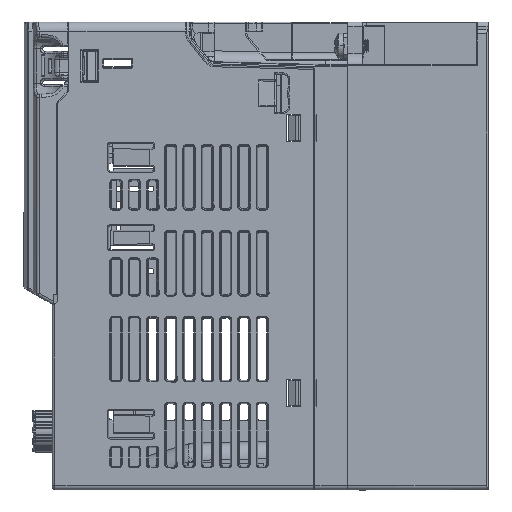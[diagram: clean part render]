
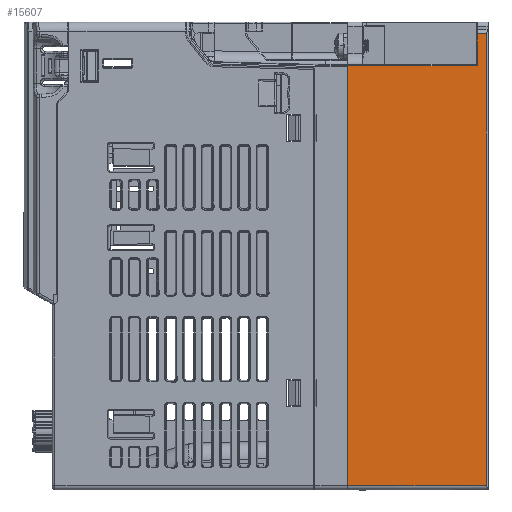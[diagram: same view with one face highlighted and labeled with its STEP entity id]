
A CAD part, left-side view. The second image highlights one B-rep face of the part: STEP entity #15607.
In plain terms, the highlighted planar face has unit normal (-1, 0, 0).
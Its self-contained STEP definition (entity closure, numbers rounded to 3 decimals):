
#3280 = CARTESIAN_POINT ( 'NONE',  ( -34.028, -37.9, -62.836 ) ) ;
#7735 = EDGE_CURVE ( 'NONE', #113323, #18739, #226444, .T. ) ;
#8796 = ORIENTED_EDGE ( 'NONE', *, *, #227586, .T. ) ;
#15607 = ADVANCED_FACE ( 'NONE', ( #161263 ), #236238, .T. ) ;
#17893 = ORIENTED_EDGE ( 'NONE', *, *, #154714, .F. ) ;
#18739 = VERTEX_POINT ( 'NONE', #210648 ) ;
#19593 = LINE ( 'NONE', #52672, #130726 ) ;
#35817 = CARTESIAN_POINT ( 'NONE',  ( -34.028, 0., 52.064 ) ) ;
#40984 = VERTEX_POINT ( 'NONE', #3280 ) ;
#46993 = ORIENTED_EDGE ( 'NONE', *, *, #164808, .T. ) ;
#52672 = CARTESIAN_POINT ( 'NONE',  ( -34.028, 0., -62.836 ) ) ;
#58528 = CARTESIAN_POINT ( 'NONE',  ( -34.028, 0., -0.036 ) ) ;
#59084 = VECTOR ( 'NONE', #80044, 1000. ) ;
#61219 = CARTESIAN_POINT ( 'NONE',  ( -34.028, 0., 60.764 ) ) ;
#69312 = VECTOR ( 'NONE', #203087, 1000. ) ;
#72396 = LINE ( 'NONE', #146637, #69312 ) ;
#80044 = DIRECTION ( 'NONE',  ( 0., 1., 0. ) ) ;
#101180 = EDGE_LOOP ( 'NONE', ( #8796, #217726, #46993, #185103, #148793, #17893 ) ) ;
#107836 = CARTESIAN_POINT ( 'NONE',  ( -34.028, 0., -62.836 ) ) ;
#111313 = DIRECTION ( 'NONE',  ( 0., -1., 0. ) ) ;
#113323 = VERTEX_POINT ( 'NONE', #35817 ) ;
#119334 = DIRECTION ( 'NONE',  ( -1., 0., 0. ) ) ;
#130726 = VECTOR ( 'NONE', #183444, 1000. ) ;
#133805 = VERTEX_POINT ( 'NONE', #107836 ) ;
#135292 = CARTESIAN_POINT ( 'NONE',  ( -34.028, -35.4, 60.764 ) ) ;
#143021 = CARTESIAN_POINT ( 'NONE',  ( -34.028, 0., -64.036 ) ) ;
#146637 = CARTESIAN_POINT ( 'NONE',  ( -34.028, -37.9, -64.036 ) ) ;
#148793 = ORIENTED_EDGE ( 'NONE', *, *, #7735, .F. ) ;
#152411 = VECTOR ( 'NONE', #201943, 1000. ) ;
#153255 = VECTOR ( 'NONE', #111313, 1000. ) ;
#154714 = EDGE_CURVE ( 'NONE', #133805, #113323, #169128, .T. ) ;
#156699 = EDGE_CURVE ( 'NONE', #236687, #18739, #172760, .T. ) ;
#161263 = FACE_OUTER_BOUND ( 'NONE', #101180, .T. ) ;
#164808 = EDGE_CURVE ( 'NONE', #186616, #236687, #231679, .T. ) ;
#169128 = LINE ( 'NONE', #58528, #212897 ) ;
#172760 = LINE ( 'NONE', #240292, #152411 ) ;
#175665 = DIRECTION ( 'NONE',  ( 0., 0., 1. ) ) ;
#183444 = DIRECTION ( 'NONE',  ( 0., -1., 0. ) ) ;
#185103 = ORIENTED_EDGE ( 'NONE', *, *, #156699, .T. ) ;
#186616 = VERTEX_POINT ( 'NONE', #202540 ) ;
#201943 = DIRECTION ( 'NONE',  ( 0., 0., -1. ) ) ;
#202540 = CARTESIAN_POINT ( 'NONE',  ( -34.028, -37.9, 60.764 ) ) ;
#203087 = DIRECTION ( 'NONE',  ( 0., 0., 1. ) ) ;
#210648 = CARTESIAN_POINT ( 'NONE',  ( -34.028, -35.4, 52.064 ) ) ;
#212897 = VECTOR ( 'NONE', #241688, 1000. ) ;
#217726 = ORIENTED_EDGE ( 'NONE', *, *, #227603, .T. ) ;
#226444 = LINE ( 'NONE', #240429, #153255 ) ;
#226675 = AXIS2_PLACEMENT_3D ( 'NONE', #143021, #119334, #175665 ) ;
#227586 = EDGE_CURVE ( 'NONE', #133805, #40984, #19593, .T. ) ;
#227603 = EDGE_CURVE ( 'NONE', #40984, #186616, #72396, .T. ) ;
#231679 = LINE ( 'NONE', #61219, #59084 ) ;
#236238 = PLANE ( 'NONE',  #226675 ) ;
#236687 = VERTEX_POINT ( 'NONE', #135292 ) ;
#240292 = CARTESIAN_POINT ( 'NONE',  ( -34.028, -35.4, -64.036 ) ) ;
#240429 = CARTESIAN_POINT ( 'NONE',  ( -34.028, -88.458, 52.064 ) ) ;
#241688 = DIRECTION ( 'NONE',  ( 0., 0., 1. ) ) ;
